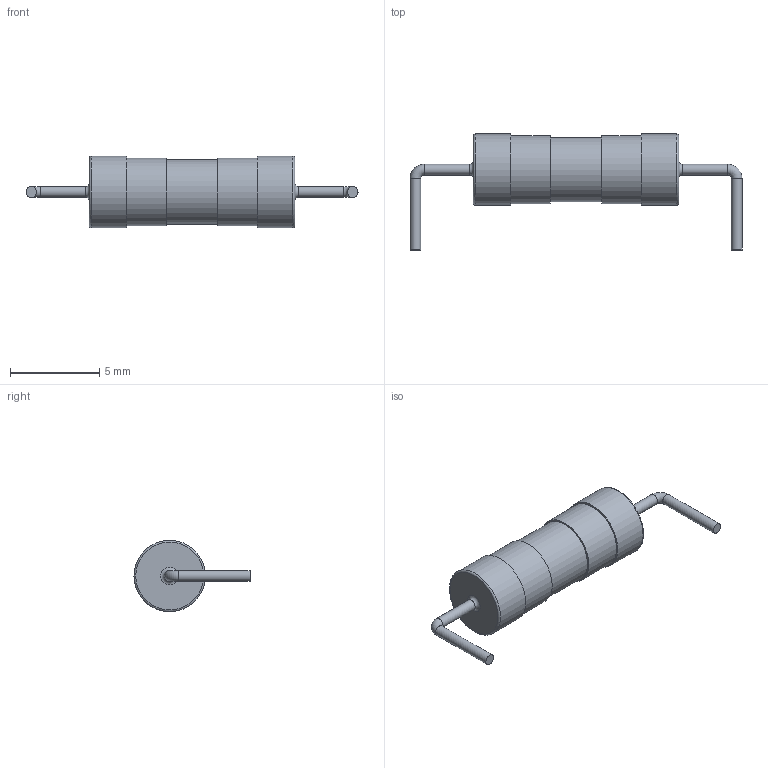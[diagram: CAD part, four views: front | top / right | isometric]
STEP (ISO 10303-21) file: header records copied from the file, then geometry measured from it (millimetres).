
FILE_DESCRIPTION( ( '' ), ' ' );
FILE_NAME( '5acb2105940a1c0fc3f3b71f.step', '2018-04-09T08:15:47', ( '' ), ( '' ), ' ', ' ', ' ' );
FILE_SCHEMA( ( 'AUTOMOTIVE_DESIGN { 1 0 10303 214 1 1 1 1 }' ) );
Length unit declared in the file: metre
Products named in the file (1): 1
Bounding box: 18.6 x 6.5 x 4 mm (x, y, z)
Volume: 134.5 mm3; surface area: 237.3 mm2
Topology: 1 solids, 3 shells, 31 faces, 53 edges, 34 vertices
Faces by surface type: cylinder 13, plane 12, torus 6
Full cylindrical faces by diameter (mm): 0.6 x6, 3.6 x3, 3.8 x2, 4 x2
Entity records: 882 total; most frequent: DIRECTION 124, CARTESIAN_POINT 92, AXIS2_PLACEMENT_3D 62, EDGE_LOOP 60, ORIENTED_EDGE 60, FACE_OUTER_BOUND 50, STYLED_ITEM 31, PRESENTATION_STYLE_ASSIGNMENT 31
